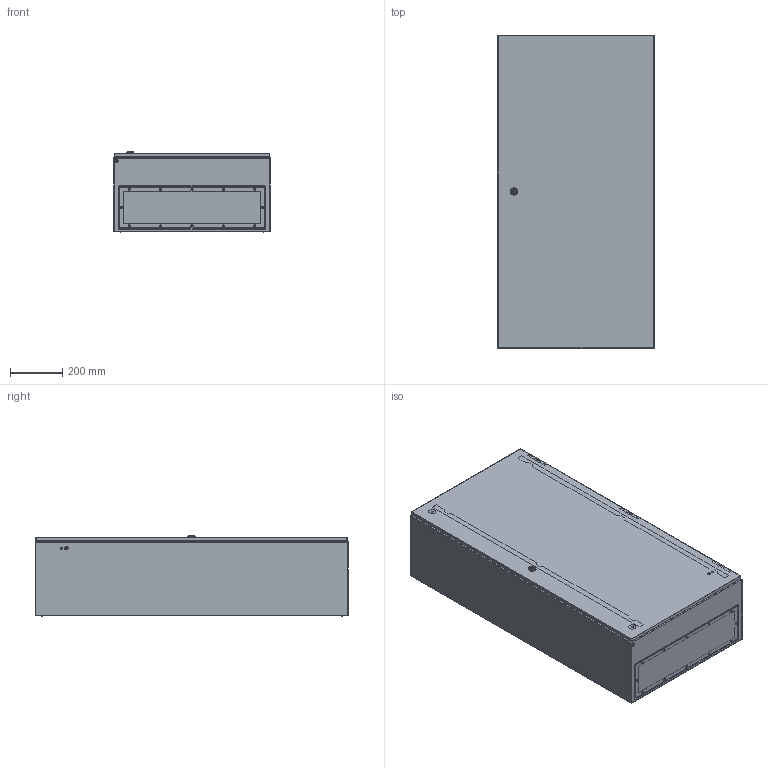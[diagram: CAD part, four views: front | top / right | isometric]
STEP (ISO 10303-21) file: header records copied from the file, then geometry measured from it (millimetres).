
FILE_DESCRIPTION (( 'STEP AP214' ), '1' );
FILE_NAME ('3331-6012-30-07.step', '2023-12-20T12:55:06', ( '' ), ( '' ), 'SwSTEP 2.0', 'SolidWorks 2019', '' );
FILE_SCHEMA (( 'AUTOMOTIVE_DESIGN' ));
Length unit declared in the file: millimetre
Products named in the file (5): Korpus_wg_6012-30; 3331-6012-30-07; Montageplattenbeipack_wg_6012; Tuer_wg_3331-6012-00-97; Kabeleinfuehrungsplatte_wg_3080-7055-12-27
Assembly tree (4 placements, depth 2):
  3331-6012-30-07
    Korpus_wg_6012-30
    Tuer_wg_3331-6012-00-97
    Kabeleinfuehrungsplatte_wg_3080-7055-12-27
    Montageplattenbeipack_wg_6012
Bounding box: 600 x 1203.1 x 307 mm (x, y, z)
Volume: 4035577.9 mm3; surface area: 5553208.4 mm2
Topology: 38 solids, 38 shells, 2054 faces, 5163 edges, 3317 vertices
Faces by surface type: plane 1071, cylinder 705, cone 210, torus 30, sphere 22, bspline 16
Entity records: 82369 total; most frequent: CARTESIAN_POINT 21175, DIRECTION 10601, ORIENTED_EDGE 10302, EDGE_CURVE 5151, AXIS2_PLACEMENT_3D 3877, VERTEX_POINT 3317, LINE 2847, VECTOR 2847
